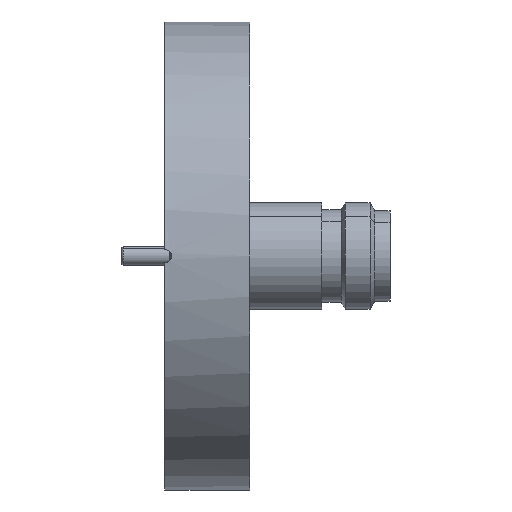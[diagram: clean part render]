
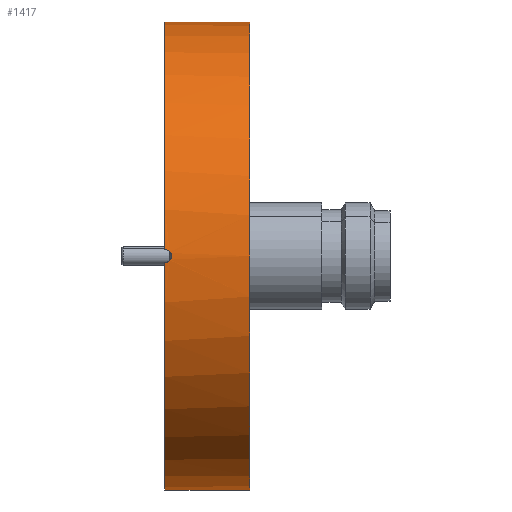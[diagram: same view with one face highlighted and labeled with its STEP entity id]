
A CAD part, left-side view. The second image highlights one B-rep face of the part: STEP entity #1417.
In plain terms, the highlighted cylindrical face has radius 35 mm (diameter 70 mm), a partial arc.
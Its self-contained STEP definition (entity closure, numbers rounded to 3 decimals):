
#117 = CARTESIAN_POINT ( 'NONE',  ( -34.986, 0., 1. ) ) ;
#141 = CIRCLE ( 'NONE', #489, 35. ) ;
#165 = DIRECTION ( 'NONE',  ( 0., 1., 0. ) ) ;
#211 = CYLINDRICAL_SURFACE ( 'NONE', #2003, 35. ) ;
#214 = CARTESIAN_POINT ( 'NONE',  ( -34.986, -0.264, -1. ) ) ;
#259 = CARTESIAN_POINT ( 'NONE',  ( -34.986, 0., -1. ) ) ;
#272 = CARTESIAN_POINT ( 'NONE',  ( 0., 0., 35. ) ) ;
#297 = DIRECTION ( 'NONE',  ( 0., 1., 0. ) ) ;
#370 = EDGE_CURVE ( 'NONE', #1473, #1524, #2652, .T. ) ;
#410 = CARTESIAN_POINT ( 'NONE',  ( 0., -12.7, -35. ) ) ;
#475 = ORIENTED_EDGE ( 'NONE', *, *, #1756, .T. ) ;
#489 = AXIS2_PLACEMENT_3D ( 'NONE', #1770, #2657, #1511 ) ;
#559 = B_SPLINE_CURVE_WITH_KNOTS ( 'NONE', 3,
 ( #1373, #2289, #1200, #2032, #964, #2510, #582, #1911, #1225, #839, #1020, #1258, #2112, #1455, #214, #2766 ),
 .UNSPECIFIED., .F., .F.,
 ( 4, 2, 2, 2, 2, 2, 2, 4 ),
 ( 0., 0., 0.001, 0.001, 0.002, 0.002, 0.002, 0.003 ),
 .UNSPECIFIED. ) ;
#560 = ORIENTED_EDGE ( 'NONE', *, *, #940, .T. ) ;
#582 = CARTESIAN_POINT ( 'NONE',  ( -34.997, -0.874, 0.503 ) ) ;
#584 = CARTESIAN_POINT ( 'NONE',  ( 0., -12.7, 35. ) ) ;
#702 = VERTEX_POINT ( 'NONE', #1287 ) ;
#760 = AXIS2_PLACEMENT_3D ( 'NONE', #1017, #1852, #1908 ) ;
#839 = CARTESIAN_POINT ( 'NONE',  ( -35., -1., -0.13 ) ) ;
#940 = EDGE_CURVE ( 'NONE', #1640, #2330, #559, .T. ) ;
#964 = CARTESIAN_POINT ( 'NONE',  ( -34.991, -0.615, 0.799 ) ) ;
#966 = VECTOR ( 'NONE', #297, 1000. ) ;
#1017 = CARTESIAN_POINT ( 'NONE',  ( 0., 0., 0. ) ) ;
#1020 = CARTESIAN_POINT ( 'NONE',  ( -34.999, -0.974, -0.261 ) ) ;
#1112 = EDGE_CURVE ( 'NONE', #1640, #1524, #141, .T. ) ;
#1130 = CARTESIAN_POINT ( 'NONE',  ( 0., -12.7, 35. ) ) ;
#1200 = CARTESIAN_POINT ( 'NONE',  ( -34.986, -0.262, 0.974 ) ) ;
#1203 = ORIENTED_EDGE ( 'NONE', *, *, #1112, .F. ) ;
#1225 = CARTESIAN_POINT ( 'NONE',  ( -35., -1., 0.131 ) ) ;
#1235 = LINE ( 'NONE', #410, #1500 ) ;
#1258 = CARTESIAN_POINT ( 'NONE',  ( -34.997, -0.874, -0.503 ) ) ;
#1287 = CARTESIAN_POINT ( 'NONE',  ( 0., -12.7, -35. ) ) ;
#1319 = CIRCLE ( 'NONE', #2599, 35. ) ;
#1373 = CARTESIAN_POINT ( 'NONE',  ( -34.986, 0., 1. ) ) ;
#1393 = ORIENTED_EDGE ( 'NONE', *, *, #370, .T. ) ;
#1414 = EDGE_CURVE ( 'NONE', #1425, #2330, #1625, .T. ) ;
#1417 = ADVANCED_FACE ( 'NONE', ( #2764 ), #211, .T. ) ;
#1425 = VERTEX_POINT ( 'NONE', #2733 ) ;
#1455 = CARTESIAN_POINT ( 'NONE',  ( -34.989, -0.521, -0.893 ) ) ;
#1473 = VERTEX_POINT ( 'NONE', #1130 ) ;
#1500 = VECTOR ( 'NONE', #2094, 1000. ) ;
#1511 = DIRECTION ( 'NONE',  ( 0., 0., 1. ) ) ;
#1519 = ORIENTED_EDGE ( 'NONE', *, *, #2090, .F. ) ;
#1524 = VERTEX_POINT ( 'NONE', #272 ) ;
#1625 = CIRCLE ( 'NONE', #760, 35. ) ;
#1640 = VERTEX_POINT ( 'NONE', #117 ) ;
#1689 = DIRECTION ( 'NONE',  ( 0., 1., 0. ) ) ;
#1756 = EDGE_CURVE ( 'NONE', #702, #1473, #1319, .T. ) ;
#1770 = CARTESIAN_POINT ( 'NONE',  ( 0., 0., 0. ) ) ;
#1852 = DIRECTION ( 'NONE',  ( 0., 1., 0. ) ) ;
#1869 = DIRECTION ( 'NONE',  ( 0., 0., 1. ) ) ;
#1908 = DIRECTION ( 'NONE',  ( 0., 0., 1. ) ) ;
#1911 = CARTESIAN_POINT ( 'NONE',  ( -34.999, -0.974, 0.263 ) ) ;
#2003 = AXIS2_PLACEMENT_3D ( 'NONE', #2109, #1689, #1869 ) ;
#2032 = CARTESIAN_POINT ( 'NONE',  ( -34.989, -0.504, 0.874 ) ) ;
#2090 = EDGE_CURVE ( 'NONE', #702, #1425, #1235, .T. ) ;
#2094 = DIRECTION ( 'NONE',  ( 0., 1., 0. ) ) ;
#2109 = CARTESIAN_POINT ( 'NONE',  ( 0., -12.7, 0. ) ) ;
#2112 = CARTESIAN_POINT ( 'NONE',  ( -34.995, -0.801, -0.613 ) ) ;
#2117 = CARTESIAN_POINT ( 'NONE',  ( 0., -12.7, 0. ) ) ;
#2289 = CARTESIAN_POINT ( 'NONE',  ( -34.986, -0.132, 1. ) ) ;
#2330 = VERTEX_POINT ( 'NONE', #259 ) ;
#2436 = EDGE_LOOP ( 'NONE', ( #1519, #475, #1393, #1203, #560, #2596 ) ) ;
#2510 = CARTESIAN_POINT ( 'NONE',  ( -34.995, -0.799, 0.615 ) ) ;
#2596 = ORIENTED_EDGE ( 'NONE', *, *, #1414, .F. ) ;
#2599 = AXIS2_PLACEMENT_3D ( 'NONE', #2117, #165, #2748 ) ;
#2652 = LINE ( 'NONE', #584, #966 ) ;
#2657 = DIRECTION ( 'NONE',  ( 0., 1., 0. ) ) ;
#2733 = CARTESIAN_POINT ( 'NONE',  ( 0., 0., -35. ) ) ;
#2748 = DIRECTION ( 'NONE',  ( 0., 0., 1. ) ) ;
#2764 = FACE_OUTER_BOUND ( 'NONE', #2436, .T. ) ;
#2766 = CARTESIAN_POINT ( 'NONE',  ( -34.986, 0., -1. ) ) ;
